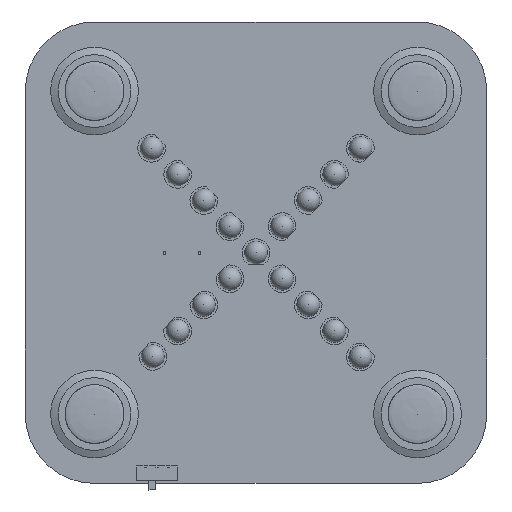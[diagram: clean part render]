
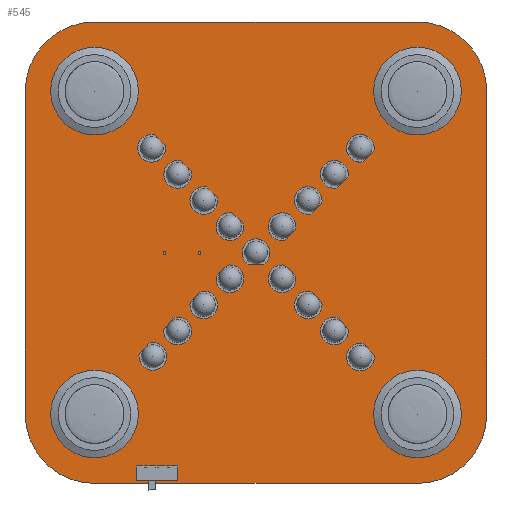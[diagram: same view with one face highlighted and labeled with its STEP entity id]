
A CAD part, top view. The second image highlights one B-rep face of the part: STEP entity #545.
In plain terms, the highlighted planar face has unit normal (0, 0, 1).
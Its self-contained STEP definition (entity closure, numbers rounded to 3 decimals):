
#280 = VERTEX_POINT('',#281);
#281 = CARTESIAN_POINT('',(-50.,-35.,1.619));
#287 = EDGE_CURVE('',#280,#288,#290,.T.);
#288 = VERTEX_POINT('',#289);
#289 = CARTESIAN_POINT('',(-35.,-50.,1.619));
#290 = CIRCLE('',#291,14.999);
#291 = AXIS2_PLACEMENT_3D('',#292,#293,#294);
#292 = CARTESIAN_POINT('',(-35.001,-35.001,1.619));
#293 = DIRECTION('',(0.,0.,1.));
#294 = DIRECTION('',(-1.,0.,0.));
#320 = EDGE_CURVE('',#288,#321,#323,.T.);
#321 = VERTEX_POINT('',#322);
#322 = CARTESIAN_POINT('',(35.,-50.,1.619));
#323 = LINE('',#324,#325);
#324 = CARTESIAN_POINT('',(-35.,-50.,1.619));
#325 = VECTOR('',#326,1.);
#326 = DIRECTION('',(1.,0.,0.));
#351 = EDGE_CURVE('',#321,#352,#354,.T.);
#352 = VERTEX_POINT('',#353);
#353 = CARTESIAN_POINT('',(49.993,-34.993,1.619));
#354 = CIRCLE('',#355,14.987);
#355 = AXIS2_PLACEMENT_3D('',#356,#357,#358);
#356 = CARTESIAN_POINT('',(35.006,-35.013,1.619));
#357 = DIRECTION('',(0.,0.,1.));
#358 = DIRECTION('',(0.,-1.,0.));
#384 = EDGE_CURVE('',#352,#385,#387,.T.);
#385 = VERTEX_POINT('',#386);
#386 = CARTESIAN_POINT('',(50.,35.,1.619));
#387 = LINE('',#388,#389);
#388 = CARTESIAN_POINT('',(49.993,-34.993,1.619));
#389 = VECTOR('',#390,1.);
#390 = DIRECTION('',(0.,1.,0.));
#415 = EDGE_CURVE('',#385,#416,#418,.T.);
#416 = VERTEX_POINT('',#417);
#417 = CARTESIAN_POINT('',(35.,50.,1.619));
#418 = CIRCLE('',#419,14.999);
#419 = AXIS2_PLACEMENT_3D('',#420,#421,#422);
#420 = CARTESIAN_POINT('',(35.001,35.001,1.619));
#421 = DIRECTION('',(0.,0.,1.));
#422 = DIRECTION('',(1.,0.,0.));
#448 = EDGE_CURVE('',#416,#449,#451,.T.);
#449 = VERTEX_POINT('',#450);
#450 = CARTESIAN_POINT('',(-35.,50.,1.619));
#451 = LINE('',#452,#453);
#452 = CARTESIAN_POINT('',(35.,50.,1.619));
#453 = VECTOR('',#454,1.);
#454 = DIRECTION('',(-1.,0.,0.));
#479 = EDGE_CURVE('',#449,#480,#482,.T.);
#480 = VERTEX_POINT('',#481);
#481 = CARTESIAN_POINT('',(-50.,35.,1.619));
#482 = CIRCLE('',#483,14.999);
#483 = AXIS2_PLACEMENT_3D('',#484,#485,#486);
#484 = CARTESIAN_POINT('',(-35.001,35.001,1.619));
#485 = DIRECTION('',(0.,0.,1.));
#486 = DIRECTION('',(0.,1.,0.));
#512 = EDGE_CURVE('',#480,#280,#513,.T.);
#513 = LINE('',#514,#515);
#514 = CARTESIAN_POINT('',(-50.,35.,1.619));
#515 = VECTOR('',#516,1.);
#516 = DIRECTION('',(0.,-1.,0.));
#545 = ADVANCED_FACE('',(#546),#556,.F.);
#546 = FACE_BOUND('',#547,.T.);
#547 = EDGE_LOOP('',(#548,#549,#550,#551,#552,#553,#554,#555));
#548 = ORIENTED_EDGE('',*,*,#287,.T.);
#549 = ORIENTED_EDGE('',*,*,#320,.T.);
#550 = ORIENTED_EDGE('',*,*,#351,.T.);
#551 = ORIENTED_EDGE('',*,*,#384,.T.);
#552 = ORIENTED_EDGE('',*,*,#415,.T.);
#553 = ORIENTED_EDGE('',*,*,#448,.T.);
#554 = ORIENTED_EDGE('',*,*,#479,.T.);
#555 = ORIENTED_EDGE('',*,*,#512,.T.);
#556 = PLANE('',#557);
#557 = AXIS2_PLACEMENT_3D('',#558,#559,#560);
#558 = CARTESIAN_POINT('',(-50.,-35.,1.619));
#559 = DIRECTION('',(0.,0.,-1.));
#560 = DIRECTION('',(-1.,0.,0.));
